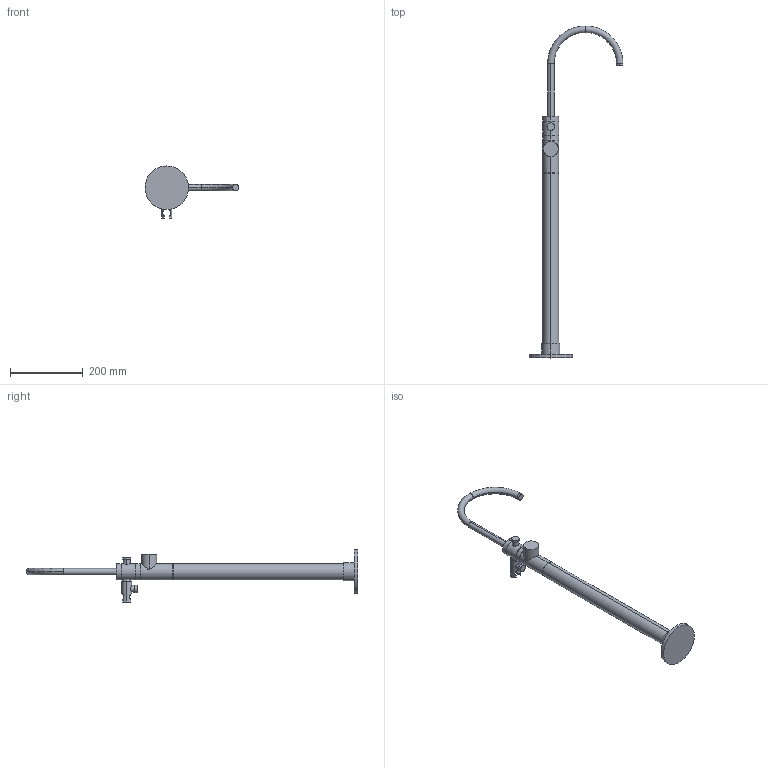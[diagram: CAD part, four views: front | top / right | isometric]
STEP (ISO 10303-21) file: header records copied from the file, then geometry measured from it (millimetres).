
FILE_DESCRIPTION (( 'STEP AP214' ), '1' );
FILE_NAME ('15153.STEP', '2024-02-22T06:45:39', ( '' ), ( '' ), 'SwSTEP 2.0', 'SolidWorks 2018', '' );
FILE_SCHEMA (( 'AUTOMOTIVE_DESIGN' ));
Length unit declared in the file: millimetre
Products named in the file (1): 15153
Bounding box: 259 x 915.7 x 143.6 mm (x, y, z)
Volume: 1313359.8 mm3; surface area: 156258.3 mm2
Topology: 1 solids, 1 shells, 74 faces, 167 edges, 110 vertices
Faces by surface type: cylinder 43, plane 23, torus 6, cone 2
Entity records: 2723 total; most frequent: CARTESIAN_POINT 958, DIRECTION 397, ORIENTED_EDGE 334, AXIS2_PLACEMENT_3D 171, EDGE_CURVE 167, VERTEX_POINT 110, CIRCLE 96, EDGE_LOOP 89
